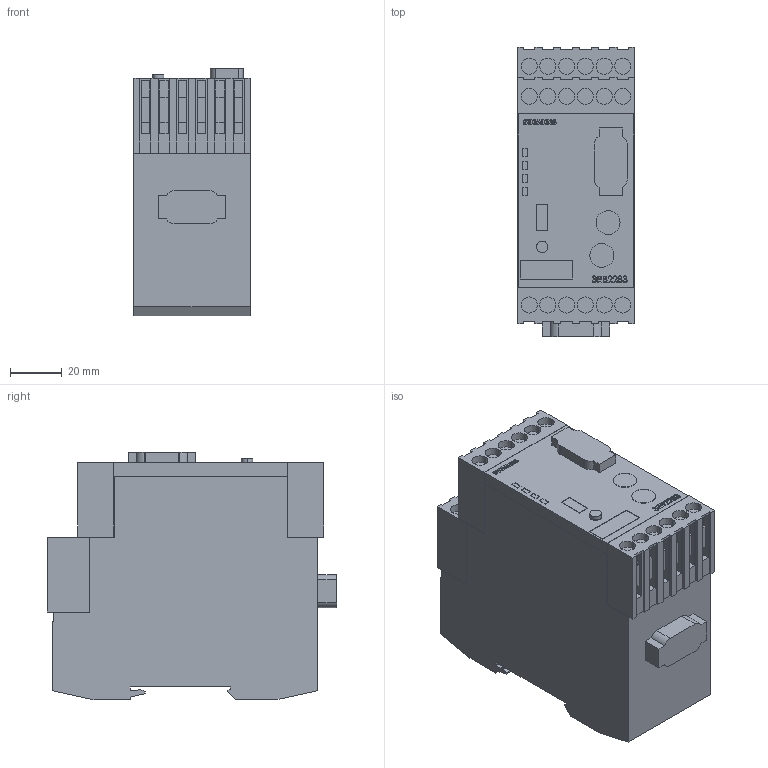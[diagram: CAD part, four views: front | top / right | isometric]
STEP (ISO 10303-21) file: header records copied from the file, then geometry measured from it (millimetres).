
FILE_DESCRIPTION (( 'STEP AP214' ), '1' );
FILE_NAME ('3RB2283_SA_bearb.STEP', '2007-02-13T07:32:39', ( 'Günter Reindl' ), ( 'Siemens and Partners' ), 'SwSTEP 2.0', 'SolidWorks 2007', '' );
FILE_SCHEMA (( 'AUTOMOTIVE_DESIGN' ));
Length unit declared in the file: millimetre
Products named in the file (1): 3RB2283_SA_bearb
Bounding box: 44.8 x 111.2 x 95.3 mm (x, y, z)
Volume: 395030.6 mm3; surface area: 43030.2 mm2
Topology: 2 solids, 2 shells, 640 faces, 1730 edges, 1160 vertices
Faces by surface type: plane 491, bspline 95, cylinder 54
Entity records: 30608 total; most frequent: CARTESIAN_POINT 8601, ORIENTED_EDGE 3460, DIRECTION 2740, EDGE_CURVE 1730, VECTOR 1432, LINE 1432, VERTEX_POINT 1160, EDGE_LOOP 706
